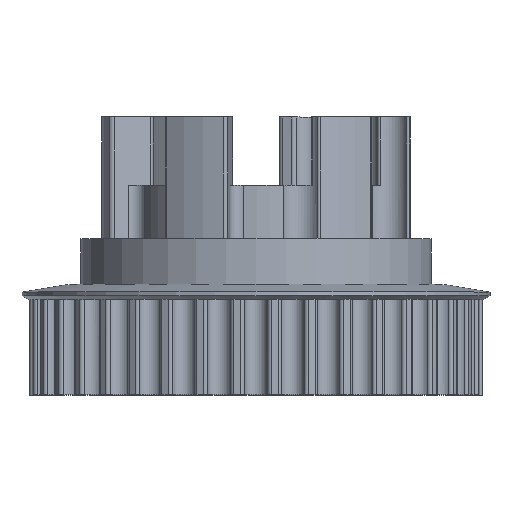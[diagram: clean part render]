
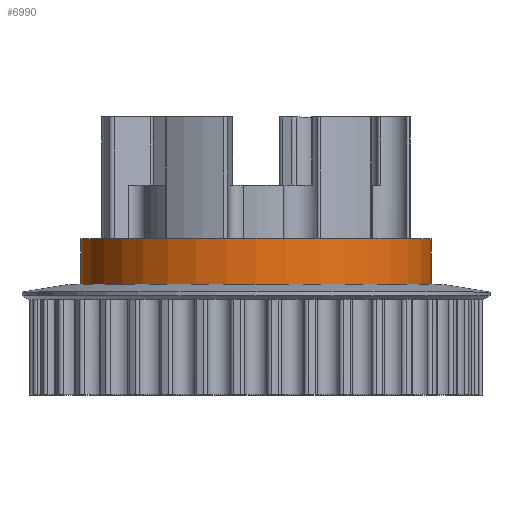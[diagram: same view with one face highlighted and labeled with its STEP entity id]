
A CAD part, top view. The second image highlights one B-rep face of the part: STEP entity #6990.
In plain terms, the highlighted cylindrical face has radius 23 mm (diameter 46 mm), a full revolution.
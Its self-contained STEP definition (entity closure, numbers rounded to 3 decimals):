
#143=CYLINDRICAL_SURFACE('',#7704,23.);
#605=FACE_OUTER_BOUND('',#949,.T.);
#949=EDGE_LOOP('',(#6192,#6193,#6194,#6195,#6196,#6197));
#1383=LINE('',#12255,#1824);
#1824=VECTOR('',#9515,23.);
#2115=CIRCLE('',#7329,23.);
#2116=CIRCLE('',#7330,23.);
#2285=CIRCLE('',#7705,23.);
#2286=CIRCLE('',#7706,23.);
#2908=VERTEX_POINT('',#11172);
#2909=VERTEX_POINT('',#11173);
#3229=VERTEX_POINT('',#12254);
#3230=VERTEX_POINT('',#12256);
#3730=EDGE_CURVE('',#2908,#2909,#2115,.T.);
#3731=EDGE_CURVE('',#2909,#2908,#2116,.T.);
#4252=EDGE_CURVE('',#2909,#3229,#1383,.T.);
#4253=EDGE_CURVE('',#3229,#3230,#2285,.T.);
#4254=EDGE_CURVE('',#3230,#3229,#2286,.T.);
#6192=ORIENTED_EDGE('',*,*,#3730,.F.);
#6193=ORIENTED_EDGE('',*,*,#3731,.F.);
#6194=ORIENTED_EDGE('',*,*,#4252,.T.);
#6195=ORIENTED_EDGE('',*,*,#4253,.T.);
#6196=ORIENTED_EDGE('',*,*,#4254,.T.);
#6197=ORIENTED_EDGE('',*,*,#4252,.F.);
#6990=ADVANCED_FACE('',(#605),#143,.T.);
#7329=AXIS2_PLACEMENT_3D('',#11174,#8422,#8423);
#7330=AXIS2_PLACEMENT_3D('',#11175,#8424,#8425);
#7704=AXIS2_PLACEMENT_3D('',#12253,#9513,#9514);
#7705=AXIS2_PLACEMENT_3D('',#12257,#9516,#9517);
#7706=AXIS2_PLACEMENT_3D('',#12258,#9518,#9519);
#8422=DIRECTION('center_axis',(0.,-1.,0.));
#8423=DIRECTION('ref_axis',(0.,0.,-1.));
#8424=DIRECTION('center_axis',(0.,-1.,0.));
#8425=DIRECTION('ref_axis',(0.,0.,-1.));
#9513=DIRECTION('center_axis',(0.,-1.,0.));
#9514=DIRECTION('ref_axis',(0.,0.,-1.));
#9515=DIRECTION('',(0.,1.,0.));
#9516=DIRECTION('center_axis',(0.,-1.,0.));
#9517=DIRECTION('ref_axis',(0.,0.,-1.));
#9518=DIRECTION('center_axis',(0.,-1.,0.));
#9519=DIRECTION('ref_axis',(0.,0.,-1.));
#11172=CARTESIAN_POINT('',(0.,1.5,-23.));
#11173=CARTESIAN_POINT('',(0.,1.5,23.));
#11174=CARTESIAN_POINT('Origin',(0.,1.5,0.));
#11175=CARTESIAN_POINT('Origin',(0.,1.5,0.));
#12253=CARTESIAN_POINT('Origin',(0.,0.,0.));
#12254=CARTESIAN_POINT('',(0.,7.5,23.));
#12255=CARTESIAN_POINT('',(0.,0.,23.));
#12256=CARTESIAN_POINT('',(0.,7.5,-23.));
#12257=CARTESIAN_POINT('Origin',(0.,7.5,0.));
#12258=CARTESIAN_POINT('Origin',(0.,7.5,0.));
